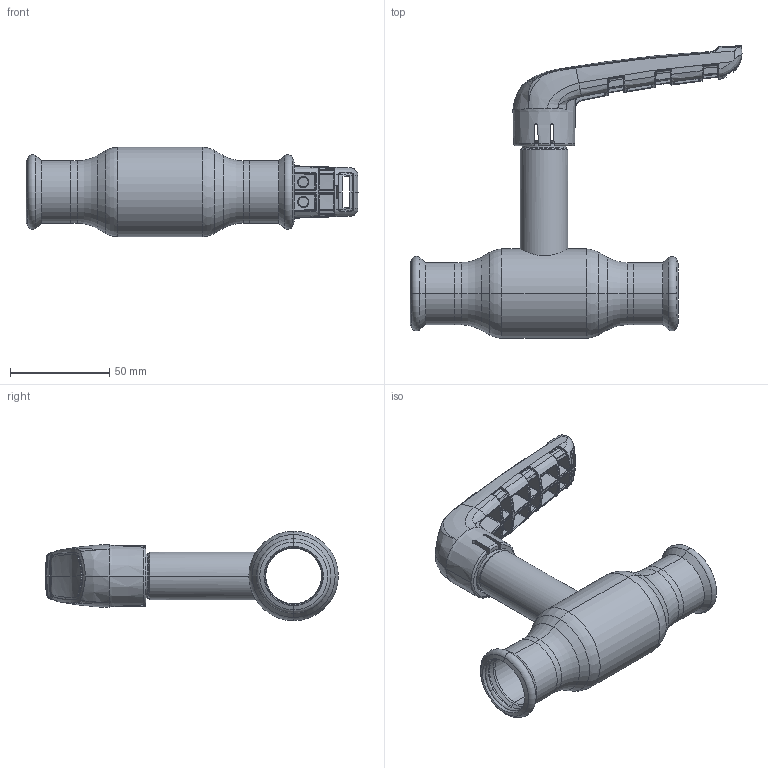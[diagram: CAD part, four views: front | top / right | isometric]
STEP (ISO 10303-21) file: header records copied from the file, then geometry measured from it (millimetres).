
FILE_DESCRIPTION (( 'STEP AP214' ), '1' );
FILE_NAME ('XPR10101 DN25 28 x 28.step', '2018-09-10T11:20:26', ( '' ), ( '' ), 'SwSTEP 2.0', 'SolidWorks 2017', '' );
FILE_SCHEMA (( 'AUTOMOTIVE_DESIGN' ));
Length unit declared in the file: millimetre
Products named in the file (1): XPR10101 DN25 28 x 28
Bounding box: 167.07 x 147.31 x 45 mm (x, y, z)
Surface area: 44377.8 mm2 (no closed solid volume)
Topology: 0 solids, 10 shells, 747 faces, 2608 edges, 1758 vertices
Faces by surface type: bspline 607, plane 46, cylinder 32, cone 32, torus 25, sphere 5
Entity records: 61485 total; most frequent: CARTESIAN_POINT 37077, ORIENTED_EDGE 4146, EDGE_CURVE 2597, B_SPLINE_CURVE_WITH_KNOTS 1866, VERTEX_POINT 1754, DIRECTION 1599, EDGE_LOOP 770, UNCERTAINTY_MEASURE_WITH_UNIT 749
